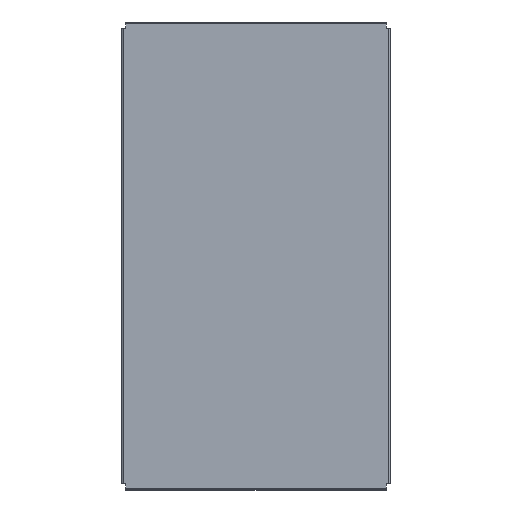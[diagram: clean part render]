
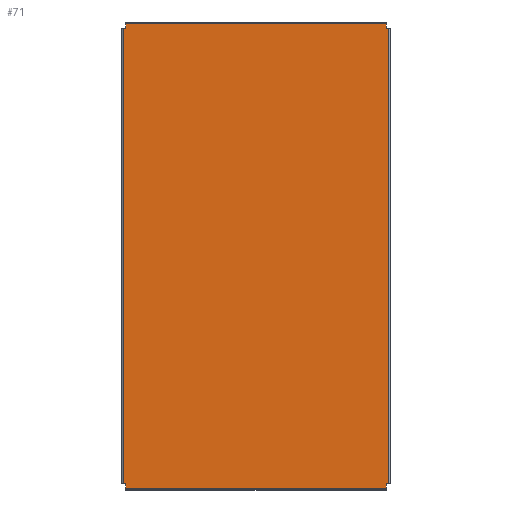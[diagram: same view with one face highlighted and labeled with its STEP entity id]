
A CAD part, top view. The second image highlights one B-rep face of the part: STEP entity #71.
In plain terms, the highlighted planar face has unit normal (0, 0, 1).
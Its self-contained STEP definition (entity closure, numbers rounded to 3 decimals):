
#71 = ADVANCED_FACE ( 'NONE', ( #2754 ), #2448, .T. ) ;
#245 = AXIS2_PLACEMENT_3D ( 'NONE', #2260, #2446, #2422 ) ;
#483 = EDGE_CURVE ( 'NONE', #1175, #1136, #798, .T. ) ;
#484 = EDGE_CURVE ( 'NONE', #1175, #1173, #801, .T. ) ;
#485 = EDGE_CURVE ( 'NONE', #1173, #1134, #799, .T. ) ;
#486 = EDGE_CURVE ( 'NONE', #1134, #1210, #794, .T. ) ;
#487 = EDGE_CURVE ( 'NONE', #1135, #1210, #792, .T. ) ;
#488 = EDGE_CURVE ( 'NONE', #1135, #1133, #796, .T. ) ;
#489 = EDGE_CURVE ( 'NONE', #1211, #1133, #788, .T. ) ;
#490 = EDGE_CURVE ( 'NONE', #1211, #1171, #790, .T. ) ;
#491 = EDGE_CURVE ( 'NONE', #1171, #1132, #784, .T. ) ;
#492 = EDGE_CURVE ( 'NONE', #1132, #1246, #782, .T. ) ;
#493 = EDGE_CURVE ( 'NONE', #1209, #1246, #780, .T. ) ;
#494 = EDGE_CURVE ( 'NONE', #1209, #1136, #786, .T. ) ;
#775 = VECTOR ( 'NONE', #1970, 1000. ) ;
#777 = VECTOR ( 'NONE', #1971, 1000. ) ;
#779 = VECTOR ( 'NONE', #1976, 1000. ) ;
#780 = LINE ( 'NONE', #1975, #777 ) ;
#781 = VECTOR ( 'NONE', #1979, 1000. ) ;
#782 = LINE ( 'NONE', #1978, #779 ) ;
#783 = VECTOR ( 'NONE', #1982, 1000. ) ;
#784 = LINE ( 'NONE', #1980, #781 ) ;
#785 = VECTOR ( 'NONE', #1984, 1000. ) ;
#786 = LINE ( 'NONE', #1991, #775 ) ;
#787 = VECTOR ( 'NONE', #1989, 1000. ) ;
#788 = LINE ( 'NONE', #1987, #785 ) ;
#789 = VECTOR ( 'NONE', #1990, 1000. ) ;
#790 = LINE ( 'NONE', #1997, #783 ) ;
#791 = VECTOR ( 'NONE', #1993, 1000. ) ;
#792 = LINE ( 'NONE', #1992, #789 ) ;
#793 = VECTOR ( 'NONE', #1996, 1000. ) ;
#794 = LINE ( 'NONE', #1994, #791 ) ;
#795 = VECTOR ( 'NONE', #1999, 1000. ) ;
#796 = LINE ( 'NONE', #2000, #787 ) ;
#797 = VECTOR ( 'NONE', #2001, 1000. ) ;
#798 = LINE ( 'NONE', #2006, #797 ) ;
#799 = LINE ( 'NONE', #2002, #793 ) ;
#801 = LINE ( 'NONE', #2007, #795 ) ;
#993 = ORIENTED_EDGE ( 'NONE', *, *, #494, .T. ) ;
#994 = ORIENTED_EDGE ( 'NONE', *, *, #493, .F. ) ;
#995 = ORIENTED_EDGE ( 'NONE', *, *, #492, .T. ) ;
#996 = ORIENTED_EDGE ( 'NONE', *, *, #491, .T. ) ;
#997 = ORIENTED_EDGE ( 'NONE', *, *, #490, .T. ) ;
#998 = ORIENTED_EDGE ( 'NONE', *, *, #489, .F. ) ;
#999 = ORIENTED_EDGE ( 'NONE', *, *, #488, .T. ) ;
#1000 = ORIENTED_EDGE ( 'NONE', *, *, #487, .F. ) ;
#1001 = ORIENTED_EDGE ( 'NONE', *, *, #486, .T. ) ;
#1002 = ORIENTED_EDGE ( 'NONE', *, *, #485, .T. ) ;
#1003 = ORIENTED_EDGE ( 'NONE', *, *, #484, .T. ) ;
#1004 = ORIENTED_EDGE ( 'NONE', *, *, #483, .F. ) ;
#1132 = VERTEX_POINT ( 'NONE', #1832 ) ;
#1133 = VERTEX_POINT ( 'NONE', #1831 ) ;
#1134 = VERTEX_POINT ( 'NONE', #1829 ) ;
#1135 = VERTEX_POINT ( 'NONE', #1828 ) ;
#1136 = VERTEX_POINT ( 'NONE', #1827 ) ;
#1171 = VERTEX_POINT ( 'NONE', #1786 ) ;
#1173 = VERTEX_POINT ( 'NONE', #1784 ) ;
#1175 = VERTEX_POINT ( 'NONE', #1782 ) ;
#1209 = VERTEX_POINT ( 'NONE', #1348 ) ;
#1210 = VERTEX_POINT ( 'NONE', #1347 ) ;
#1211 = VERTEX_POINT ( 'NONE', #1346 ) ;
#1246 = VERTEX_POINT ( 'NONE', #1310 ) ;
#1310 = CARTESIAN_POINT ( 'NONE',  ( 242., 431.5, 2. ) ) ;
#1346 = CARTESIAN_POINT ( 'NONE',  ( 246., -422.5, 2. ) ) ;
#1347 = CARTESIAN_POINT ( 'NONE',  ( -242., -431.5, 2. ) ) ;
#1348 = CARTESIAN_POINT ( 'NONE',  ( -242., 431.5, 2. ) ) ;
#1782 = CARTESIAN_POINT ( 'NONE',  ( -246., 422.5, 2. ) ) ;
#1784 = CARTESIAN_POINT ( 'NONE',  ( -246., -422.5, 2. ) ) ;
#1786 = CARTESIAN_POINT ( 'NONE',  ( 246., 422.5, 2. ) ) ;
#1827 = CARTESIAN_POINT ( 'NONE',  ( -242., 422.5, 2. ) ) ;
#1828 = CARTESIAN_POINT ( 'NONE',  ( 242., -431.5, 2. ) ) ;
#1829 = CARTESIAN_POINT ( 'NONE',  ( -242., -422.5, 2. ) ) ;
#1831 = CARTESIAN_POINT ( 'NONE',  ( 242., -422.5, 2. ) ) ;
#1832 = CARTESIAN_POINT ( 'NONE',  ( 242., 422.5, 2. ) ) ;
#1970 = DIRECTION ( 'NONE',  ( 0., -1., 0. ) ) ;
#1971 = DIRECTION ( 'NONE',  ( 1., 0., 0. ) ) ;
#1975 = CARTESIAN_POINT ( 'NONE',  ( -242., 431.5, 2. ) ) ;
#1976 = DIRECTION ( 'NONE',  ( 0., 1., 0. ) ) ;
#1978 = CARTESIAN_POINT ( 'NONE',  ( 242., 432.5, 2. ) ) ;
#1979 = DIRECTION ( 'NONE',  ( -1., 0., 0. ) ) ;
#1980 = CARTESIAN_POINT ( 'NONE',  ( 247., 422.5, 2. ) ) ;
#1982 = DIRECTION ( 'NONE',  ( 0., 1., 0. ) ) ;
#1984 = DIRECTION ( 'NONE',  ( -1., 0., 0. ) ) ;
#1987 = CARTESIAN_POINT ( 'NONE',  ( 247., -422.5, 2. ) ) ;
#1989 = DIRECTION ( 'NONE',  ( 0., 1., 0. ) ) ;
#1990 = DIRECTION ( 'NONE',  ( -1., 0., 0. ) ) ;
#1991 = CARTESIAN_POINT ( 'NONE',  ( -242., 432.5, 2. ) ) ;
#1992 = CARTESIAN_POINT ( 'NONE',  ( 242., -431.5, 2. ) ) ;
#1993 = DIRECTION ( 'NONE',  ( 0., -1., 0. ) ) ;
#1994 = CARTESIAN_POINT ( 'NONE',  ( -242., 432.5, 2. ) ) ;
#1996 = DIRECTION ( 'NONE',  ( 1., 0., 0. ) ) ;
#1997 = CARTESIAN_POINT ( 'NONE',  ( 246., -422.5, 2. ) ) ;
#1999 = DIRECTION ( 'NONE',  ( 0., -1., 0. ) ) ;
#2000 = CARTESIAN_POINT ( 'NONE',  ( 242., 432.5, 2. ) ) ;
#2001 = DIRECTION ( 'NONE',  ( 1., 0., 0. ) ) ;
#2002 = CARTESIAN_POINT ( 'NONE',  ( -247., -422.5, 2. ) ) ;
#2006 = CARTESIAN_POINT ( 'NONE',  ( -247., 422.5, 2. ) ) ;
#2007 = CARTESIAN_POINT ( 'NONE',  ( -246., 422.5, 2. ) ) ;
#2260 = CARTESIAN_POINT ( 'NONE',  ( -242., -432.5, 2. ) ) ;
#2422 = DIRECTION ( 'NONE',  ( 1., 0., 0. ) ) ;
#2446 = DIRECTION ( 'NONE',  ( 0., 0., 1. ) ) ;
#2448 = PLANE ( 'NONE',  #245 ) ;
#2754 = FACE_OUTER_BOUND ( 'NONE', #2996, .T. ) ;
#2996 = EDGE_LOOP ( 'NONE', ( #1004, #1003, #1002, #1001, #1000, #999, #998, #997, #996, #995, #994, #993 ) ) ;
